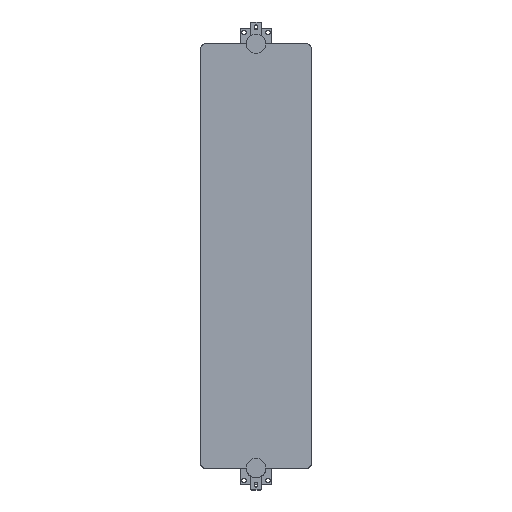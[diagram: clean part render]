
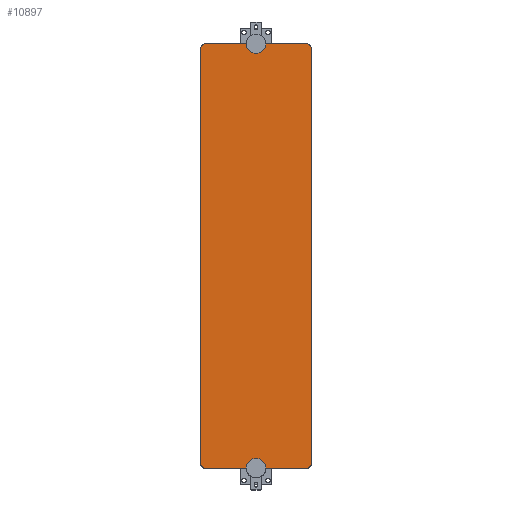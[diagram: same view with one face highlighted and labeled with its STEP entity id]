
A CAD part, top view. The second image highlights one B-rep face of the part: STEP entity #10897.
In plain terms, the highlighted free-form (B-spline) face has degree [1, 1] with [2, 2] control points.
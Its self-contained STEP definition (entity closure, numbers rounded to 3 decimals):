
#683 = VERTEX_POINT('',#684);
#684 = CARTESIAN_POINT('',(-66.78,1467.697,
    1909.474));
#707 = VERTEX_POINT('',#708);
#708 = CARTESIAN_POINT('',(66.78,1467.697,
    1909.474));
#1732 = VERTEX_POINT('',#1733);
#1733 = CARTESIAN_POINT('',(66.78,-1467.697,
    1909.474));
#1756 = VERTEX_POINT('',#1757);
#1757 = CARTESIAN_POINT('',(-66.78,-1467.697,
    1909.474));
#10880 = EDGE_CURVE('',#10881,#683,#10883,.T.);
#10881 = VERTEX_POINT('',#10882);
#10882 = CARTESIAN_POINT('',(-352.247,1467.697,
    1909.474));
#10883 = B_SPLINE_CURVE_WITH_KNOTS('',1,(#10884,#10885),.UNSPECIFIED.,
  .F.,.F.,(2,2),(0.,194.5),.PIECEWISE_BEZIER_KNOTS.);
#10884 = CARTESIAN_POINT('',(-352.247,1467.697,
    1909.474));
#10885 = CARTESIAN_POINT('',(-66.78,1467.697,
    1909.474));
#10897 = ADVANCED_FACE('',(#10898),#10980,.T.);
#10898 = FACE_BOUND('',#10899,.F.);
#10899 = EDGE_LOOP('',(#10900,#10908,#10915,#10923,#10930,#10938,#10943,
    #10951,#10958,#10966,#10973,#10979));
#10900 = ORIENTED_EDGE('',*,*,#10901,.T.);
#10901 = EDGE_CURVE('',#683,#707,#10902,.T.);
#10902 = ( BOUNDED_CURVE() B_SPLINE_CURVE(2,(#10903,#10904,#10905,#10906
,#10907),.UNSPECIFIED.,.F.,.F.) B_SPLINE_CURVE_WITH_KNOTS((3,2,3),(0.,
1.571,3.142),.PIECEWISE_BEZIER_KNOTS.) CURVE() 
GEOMETRIC_REPRESENTATION_ITEM() RATIONAL_B_SPLINE_CURVE((1.,
0.707,1.,0.707,1.)) REPRESENTATION_ITEM('') );
#10903 = CARTESIAN_POINT('',(-66.78,1467.697,
    1909.474));
#10904 = CARTESIAN_POINT('',(-66.78,1400.917,
    1909.474));
#10905 = CARTESIAN_POINT('',(0.,1400.917,
    1909.474));
#10906 = CARTESIAN_POINT('',(66.78,1400.917,
    1909.474));
#10907 = CARTESIAN_POINT('',(66.78,1467.697,
    1909.474));
#10908 = ORIENTED_EDGE('',*,*,#10909,.T.);
#10909 = EDGE_CURVE('',#707,#10910,#10912,.T.);
#10910 = VERTEX_POINT('',#10911);
#10911 = CARTESIAN_POINT('',(352.247,1467.697,
    1909.474));
#10912 = B_SPLINE_CURVE_WITH_KNOTS('',1,(#10913,#10914),.UNSPECIFIED.,
  .F.,.F.,(2,2),(0.,194.5),.PIECEWISE_BEZIER_KNOTS.);
#10913 = CARTESIAN_POINT('',(66.78,1467.697,
    1909.474));
#10914 = CARTESIAN_POINT('',(352.247,1467.697,
    1909.474));
#10915 = ORIENTED_EDGE('',*,*,#10916,.T.);
#10916 = EDGE_CURVE('',#10910,#10917,#10919,.T.);
#10917 = VERTEX_POINT('',#10918);
#10918 = CARTESIAN_POINT('',(381.601,1438.343,
    1909.474));
#10919 = ( BOUNDED_CURVE() B_SPLINE_CURVE(2,(#10920,#10921,#10922),
.UNSPECIFIED.,.F.,.F.) B_SPLINE_CURVE_WITH_KNOTS((3,3),(0.,
1.571),.PIECEWISE_BEZIER_KNOTS.) CURVE() 
GEOMETRIC_REPRESENTATION_ITEM() RATIONAL_B_SPLINE_CURVE((1.,
0.707,1.)) REPRESENTATION_ITEM('') );
#10920 = CARTESIAN_POINT('',(352.247,1467.697,
    1909.474));
#10921 = CARTESIAN_POINT('',(381.601,1467.697,
    1909.474));
#10922 = CARTESIAN_POINT('',(381.601,1438.343,
    1909.474));
#10923 = ORIENTED_EDGE('',*,*,#10924,.T.);
#10924 = EDGE_CURVE('',#10917,#10925,#10927,.T.);
#10925 = VERTEX_POINT('',#10926);
#10926 = CARTESIAN_POINT('',(381.601,-1438.343,
    1909.474));
#10927 = B_SPLINE_CURVE_WITH_KNOTS('',1,(#10928,#10929),.UNSPECIFIED.,
  .F.,.F.,(2,2),(0.,1960.),.PIECEWISE_BEZIER_KNOTS.);
#10928 = CARTESIAN_POINT('',(381.601,1438.343,
    1909.474));
#10929 = CARTESIAN_POINT('',(381.601,-1438.343,
    1909.474));
#10930 = ORIENTED_EDGE('',*,*,#10931,.T.);
#10931 = EDGE_CURVE('',#10925,#10932,#10934,.T.);
#10932 = VERTEX_POINT('',#10933);
#10933 = CARTESIAN_POINT('',(352.247,-1467.697,
    1909.474));
#10934 = ( BOUNDED_CURVE() B_SPLINE_CURVE(2,(#10935,#10936,#10937),
.UNSPECIFIED.,.F.,.F.) B_SPLINE_CURVE_WITH_KNOTS((3,3),(0.,
1.571),.PIECEWISE_BEZIER_KNOTS.) CURVE() 
GEOMETRIC_REPRESENTATION_ITEM() RATIONAL_B_SPLINE_CURVE((1.,
0.707,1.)) REPRESENTATION_ITEM('') );
#10935 = CARTESIAN_POINT('',(381.601,-1438.343,
    1909.474));
#10936 = CARTESIAN_POINT('',(381.601,-1467.697,
    1909.474));
#10937 = CARTESIAN_POINT('',(352.247,-1467.697,
    1909.474));
#10938 = ORIENTED_EDGE('',*,*,#10939,.T.);
#10939 = EDGE_CURVE('',#10932,#1732,#10940,.T.);
#10940 = B_SPLINE_CURVE_WITH_KNOTS('',1,(#10941,#10942),.UNSPECIFIED.,
  .F.,.F.,(2,2),(0.,194.5),.PIECEWISE_BEZIER_KNOTS.);
#10941 = CARTESIAN_POINT('',(352.247,-1467.697,
    1909.474));
#10942 = CARTESIAN_POINT('',(66.78,-1467.697,
    1909.474));
#10943 = ORIENTED_EDGE('',*,*,#10944,.T.);
#10944 = EDGE_CURVE('',#1732,#1756,#10945,.T.);
#10945 = ( BOUNDED_CURVE() B_SPLINE_CURVE(2,(#10946,#10947,#10948,#10949
,#10950),.UNSPECIFIED.,.F.,.F.) B_SPLINE_CURVE_WITH_KNOTS((3,2,3),(0.,
1.571,3.142),.PIECEWISE_BEZIER_KNOTS.) CURVE() 
GEOMETRIC_REPRESENTATION_ITEM() RATIONAL_B_SPLINE_CURVE((1.,
0.707,1.,0.707,1.)) REPRESENTATION_ITEM('') );
#10946 = CARTESIAN_POINT('',(66.78,-1467.697,
    1909.474));
#10947 = CARTESIAN_POINT('',(66.78,-1400.917,
    1909.474));
#10948 = CARTESIAN_POINT('',(0.,-1400.917,
    1909.474));
#10949 = CARTESIAN_POINT('',(-66.78,-1400.917,
    1909.474));
#10950 = CARTESIAN_POINT('',(-66.78,-1467.697,
    1909.474));
#10951 = ORIENTED_EDGE('',*,*,#10952,.T.);
#10952 = EDGE_CURVE('',#1756,#10953,#10955,.T.);
#10953 = VERTEX_POINT('',#10954);
#10954 = CARTESIAN_POINT('',(-352.247,-1467.697,
    1909.474));
#10955 = B_SPLINE_CURVE_WITH_KNOTS('',1,(#10956,#10957),.UNSPECIFIED.,
  .F.,.F.,(2,2),(0.,194.5),.PIECEWISE_BEZIER_KNOTS.);
#10956 = CARTESIAN_POINT('',(-66.78,-1467.697,
    1909.474));
#10957 = CARTESIAN_POINT('',(-352.247,-1467.697,
    1909.474));
#10958 = ORIENTED_EDGE('',*,*,#10959,.T.);
#10959 = EDGE_CURVE('',#10953,#10960,#10962,.T.);
#10960 = VERTEX_POINT('',#10961);
#10961 = CARTESIAN_POINT('',(-381.601,-1438.343,
    1909.474));
#10962 = ( BOUNDED_CURVE() B_SPLINE_CURVE(2,(#10963,#10964,#10965),
.UNSPECIFIED.,.F.,.F.) B_SPLINE_CURVE_WITH_KNOTS((3,3),(0.,
1.571),.PIECEWISE_BEZIER_KNOTS.) CURVE() 
GEOMETRIC_REPRESENTATION_ITEM() RATIONAL_B_SPLINE_CURVE((1.,
0.707,1.)) REPRESENTATION_ITEM('') );
#10963 = CARTESIAN_POINT('',(-352.247,-1467.697,
    1909.474));
#10964 = CARTESIAN_POINT('',(-381.601,-1467.697,
    1909.474));
#10965 = CARTESIAN_POINT('',(-381.601,-1438.343,
    1909.474));
#10966 = ORIENTED_EDGE('',*,*,#10967,.T.);
#10967 = EDGE_CURVE('',#10960,#10968,#10970,.T.);
#10968 = VERTEX_POINT('',#10969);
#10969 = CARTESIAN_POINT('',(-381.601,1438.343,
    1909.474));
#10970 = B_SPLINE_CURVE_WITH_KNOTS('',1,(#10971,#10972),.UNSPECIFIED.,
  .F.,.F.,(2,2),(0.,1960.),.PIECEWISE_BEZIER_KNOTS.);
#10971 = CARTESIAN_POINT('',(-381.601,-1438.343,
    1909.474));
#10972 = CARTESIAN_POINT('',(-381.601,1438.343,
    1909.474));
#10973 = ORIENTED_EDGE('',*,*,#10974,.T.);
#10974 = EDGE_CURVE('',#10968,#10881,#10975,.T.);
#10975 = ( BOUNDED_CURVE() B_SPLINE_CURVE(2,(#10976,#10977,#10978),
.UNSPECIFIED.,.F.,.F.) B_SPLINE_CURVE_WITH_KNOTS((3,3),(0.,
1.571),.PIECEWISE_BEZIER_KNOTS.) CURVE() 
GEOMETRIC_REPRESENTATION_ITEM() RATIONAL_B_SPLINE_CURVE((1.,
0.707,1.)) REPRESENTATION_ITEM('') );
#10976 = CARTESIAN_POINT('',(-381.601,1438.343,
    1909.474));
#10977 = CARTESIAN_POINT('',(-381.601,1467.697,
    1909.474));
#10978 = CARTESIAN_POINT('',(-352.247,1467.697,
    1909.474));
#10979 = ORIENTED_EDGE('',*,*,#10880,.T.);
#10980 = B_SPLINE_SURFACE_WITH_KNOTS('',1,1,(
    (#10981,#10982)
    ,(#10983,#10984
  )),.UNSPECIFIED.,.F.,.F.,.F.,(2,2),(2,2),(-260.,260.),(-1000.,1000.)
  ,.PIECEWISE_BEZIER_KNOTS.);
#10981 = CARTESIAN_POINT('',(-381.601,-1467.697,
    1909.474));
#10982 = CARTESIAN_POINT('',(-381.601,1467.697,
    1909.474));
#10983 = CARTESIAN_POINT('',(381.601,-1467.697,
    1909.474));
#10984 = CARTESIAN_POINT('',(381.601,1467.697,
    1909.474));
